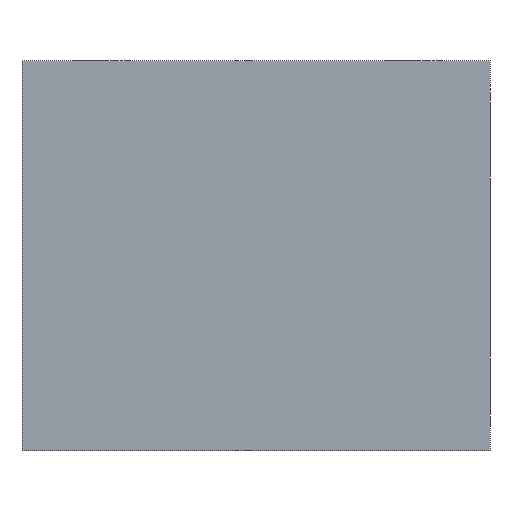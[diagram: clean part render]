
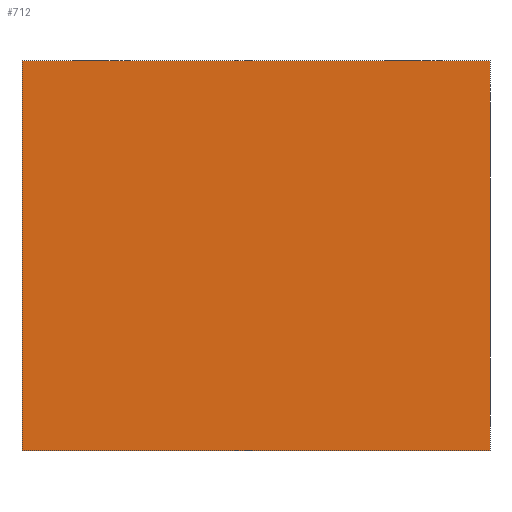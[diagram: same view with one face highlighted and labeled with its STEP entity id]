
A CAD part, front view. The second image highlights one B-rep face of the part: STEP entity #712.
In plain terms, the highlighted planar face has unit normal (0, -1, 0).
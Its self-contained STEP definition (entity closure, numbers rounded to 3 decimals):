
#43=PLANE('',#826);
#82=FACE_OUTER_BOUND('',#133,.T.);
#133=EDGE_LOOP('',(#648,#649,#650,#651));
#136=LINE('',#1076,#181);
#147=LINE('',#1130,#192);
#163=LINE('',#1206,#208);
#178=LINE('',#1273,#223);
#181=VECTOR('',#841,10.);
#192=VECTOR('',#896,10.);
#208=VECTOR('',#982,10.);
#223=VECTOR('',#1059,10.);
#283=VERTEX_POINT('',#1073);
#284=VERTEX_POINT('',#1075);
#302=VERTEX_POINT('',#1123);
#305=VERTEX_POINT('',#1128);
#357=EDGE_CURVE('',#283,#284,#136,.T.);
#384=EDGE_CURVE('',#305,#302,#147,.T.);
#419=EDGE_CURVE('',#302,#283,#163,.T.);
#451=EDGE_CURVE('',#305,#284,#178,.T.);
#648=ORIENTED_EDGE('',*,*,#384,.F.);
#649=ORIENTED_EDGE('',*,*,#451,.T.);
#650=ORIENTED_EDGE('',*,*,#357,.F.);
#651=ORIENTED_EDGE('',*,*,#419,.F.);
#712=ADVANCED_FACE('',(#82),#43,.T.);
#826=AXIS2_PLACEMENT_3D('',#1274,#1060,#1061);
#841=DIRECTION('',(0.,0.,-1.));
#896=DIRECTION('',(0.,0.,1.));
#982=DIRECTION('',(1.,0.,0.));
#1059=DIRECTION('',(1.,0.,0.));
#1060=DIRECTION('center_axis',(0.,-1.,0.));
#1061=DIRECTION('ref_axis',(0.,0.,-1.));
#1073=CARTESIAN_POINT('',(36.,-25.,15.));
#1075=CARTESIAN_POINT('',(36.,-25.,-15.));
#1076=CARTESIAN_POINT('',(36.,-25.,-15.));
#1123=CARTESIAN_POINT('',(0.,-25.,15.));
#1128=CARTESIAN_POINT('',(0.,-25.,-15.));
#1130=CARTESIAN_POINT('',(0.,-25.,-15.));
#1206=CARTESIAN_POINT('',(0.,-25.,15.));
#1273=CARTESIAN_POINT('',(0.,-25.,-15.));
#1274=CARTESIAN_POINT('Origin',(0.,-25.,15.));
